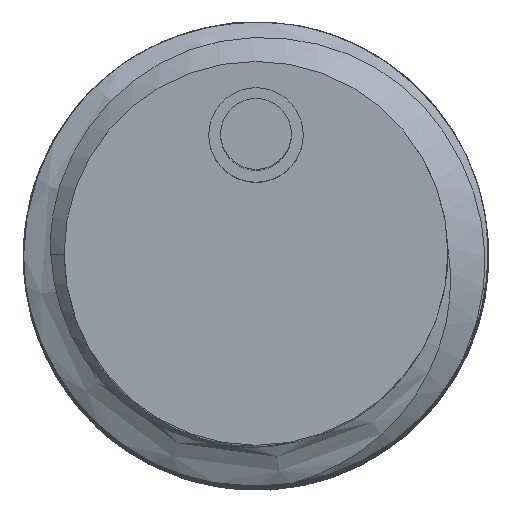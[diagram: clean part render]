
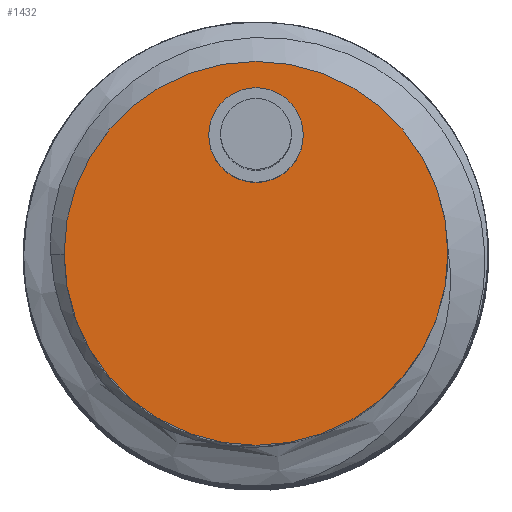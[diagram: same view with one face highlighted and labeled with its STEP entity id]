
A CAD part, top view. The second image highlights one B-rep face of the part: STEP entity #1432.
In plain terms, the highlighted planar face has unit normal (0, 0, 1).
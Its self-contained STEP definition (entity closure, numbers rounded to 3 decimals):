
#17=FACE_BOUND('',#187,.T.);
#22=PLANE('',#1543);
#106=FACE_OUTER_BOUND('',#186,.T.);
#186=EDGE_LOOP('',(#1135));
#187=EDGE_LOOP('',(#1136));
#209=CIRCLE('',#1535,0.8);
#212=CIRCLE('',#1541,3.25);
#620=VERTEX_POINT('',#4130);
#624=VERTEX_POINT('',#4380);
#828=EDGE_CURVE('',#620,#620,#209,.T.);
#833=EDGE_CURVE('',#624,#624,#212,.T.);
#1135=ORIENTED_EDGE('',*,*,#833,.T.);
#1136=ORIENTED_EDGE('',*,*,#828,.T.);
#1432=ADVANCED_FACE('',(#106,#17),#22,.T.);
#1535=AXIS2_PLACEMENT_3D('',#4132,#1779,#1780);
#1541=AXIS2_PLACEMENT_3D('',#4381,#1791,#1792);
#1543=AXIS2_PLACEMENT_3D('',#4406,#1796,#1797);
#1779=DIRECTION('center_axis',(0.,0.,-1.));
#1780=DIRECTION('ref_axis',(1.,0.,0.));
#1791=DIRECTION('center_axis',(0.,0.,1.));
#1792=DIRECTION('ref_axis',(1.,0.,0.));
#1796=DIRECTION('center_axis',(0.,0.,1.));
#1797=DIRECTION('ref_axis',(1.,0.,0.));
#4130=CARTESIAN_POINT('',(-0.8,2.,50.));
#4132=CARTESIAN_POINT('Origin',(0.,2.,50.));
#4380=CARTESIAN_POINT('',(-3.25,0.,50.));
#4381=CARTESIAN_POINT('Origin',(0.,0.,50.));
#4406=CARTESIAN_POINT('Origin',(0.,0.,50.));
